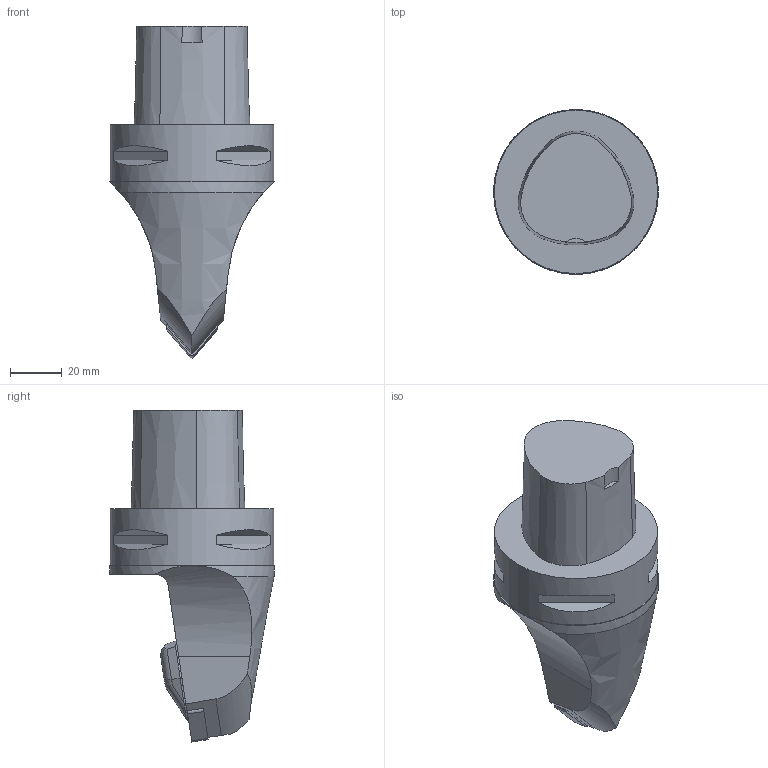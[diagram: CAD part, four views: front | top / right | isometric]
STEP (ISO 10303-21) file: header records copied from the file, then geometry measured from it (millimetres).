
FILE_DESCRIPTION(/* description */ (''),/* implementation_level */ '2;1');
FILE_NAME(/* name */ '1539577825573.stp',/* time_stamp */ '2018-10-15T10:00:49+06:00',/* author */ (''),/* organization */ ('SMS'),/* preprocessor_version */ 'ST-DEVELOPER v15',/* originating_system */ 'SIEMENS PLM Software NX 8.5',/* authorisation */ '');
FILE_SCHEMA (('AUTOMOTIVE_DESIGN { 1 0 10303 214 3 1 1 1 }'));
Length unit declared in the file: millimetre
Products named in the file (4): ASSEMBLY_CONSTRUCTION; IsoTurningInsert; 201762436mod000_00; 201762428mod000_00
Assembly tree (3 placements, depth 2):
  201762428mod000_00
    201762436mod000_00
    IsoTurningInsert
    ASSEMBLY_CONSTRUCTION
Bounding box: 63.5 x 63.5 x 128 mm (x, y, z)
Volume: 192334.9 mm3; surface area: 23497.4 mm2
Topology: 2 solids, 2 shells, 83 faces, 215 edges, 148 vertices
Faces by surface type: plane 49, cylinder 27, cone 7
Full cylindrical faces by diameter (mm): 6.35 x2, 63 x1, 63.5 x1
Entity records: 2813 total; most frequent: CARTESIAN_POINT 609, DIRECTION 440, ORIENTED_EDGE 418, EDGE_CURVE 209, AXIS2_PLACEMENT_3D 162, VERTEX_POINT 140, LINE 116, VECTOR 116
